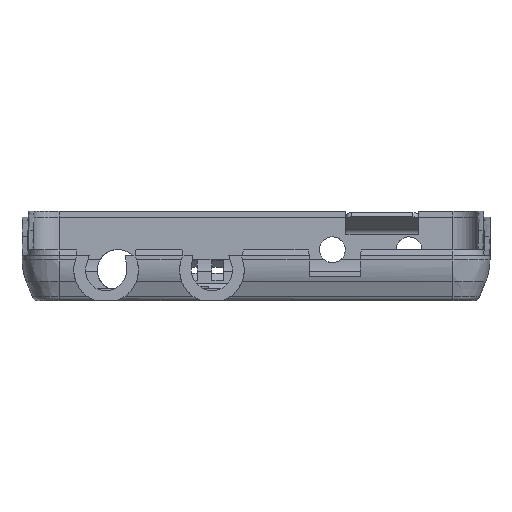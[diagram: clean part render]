
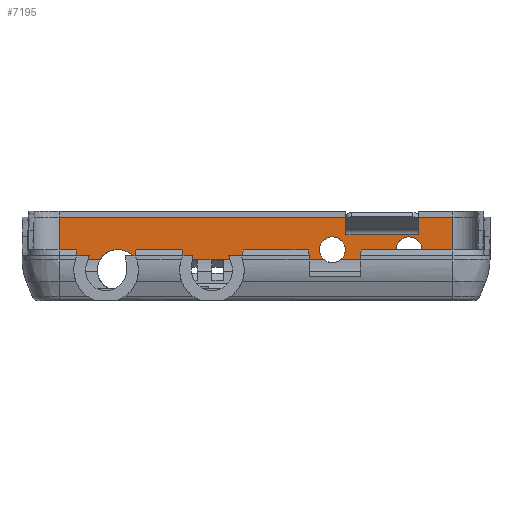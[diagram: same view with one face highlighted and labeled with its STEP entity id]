
A CAD part, left-side view. The second image highlights one B-rep face of the part: STEP entity #7195.
In plain terms, the highlighted planar face has unit normal (-1, 0, 0).
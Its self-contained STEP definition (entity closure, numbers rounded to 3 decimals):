
#96=PLANE('',#7634);
#285=LINE('',#9775,#889);
#286=LINE('',#9777,#890);
#287=LINE('',#9779,#891);
#288=LINE('',#9781,#892);
#289=LINE('',#9783,#893);
#290=LINE('',#9785,#894);
#291=LINE('',#9789,#895);
#292=LINE('',#9795,#896);
#293=LINE('',#9801,#897);
#294=LINE('',#9803,#898);
#295=LINE('',#9804,#899);
#889=VECTOR('',#8118,10.);
#890=VECTOR('',#8119,10.);
#891=VECTOR('',#8120,10.);
#892=VECTOR('',#8121,10.027);
#893=VECTOR('',#8122,10.027);
#894=VECTOR('',#8123,10.027);
#895=VECTOR('',#8126,10.027);
#896=VECTOR('',#8131,10.027);
#897=VECTOR('',#8136,10.027);
#898=VECTOR('',#8137,10.027);
#899=VECTOR('',#8138,10.027);
#1494=CIRCLE('',#7635,3.509);
#1495=CIRCLE('',#7636,2.205);
#1496=CIRCLE('',#7637,2.205);
#1497=CIRCLE('',#7638,2.205);
#1498=CIRCLE('',#7639,2.205);
#1744=FACE_OUTER_BOUND('',#2162,.T.);
#2162=EDGE_LOOP('',(#4805,#4806,#4807,#4808,#4809,#4810,#4811,#4812,#4813,
#4814,#4815,#4816,#4817,#4818,#4819,#4820));
#2947=VERTEX_POINT('',#9773);
#2948=VERTEX_POINT('',#9774);
#2949=VERTEX_POINT('',#9776);
#2950=VERTEX_POINT('',#9778);
#2951=VERTEX_POINT('',#9780);
#2952=VERTEX_POINT('',#9782);
#2953=VERTEX_POINT('',#9784);
#2954=VERTEX_POINT('',#9786);
#2955=VERTEX_POINT('',#9788);
#2956=VERTEX_POINT('',#9790);
#2957=VERTEX_POINT('',#9792);
#2958=VERTEX_POINT('',#9794);
#2959=VERTEX_POINT('',#9796);
#2960=VERTEX_POINT('',#9798);
#2961=VERTEX_POINT('',#9800);
#2962=VERTEX_POINT('',#9802);
#3672=EDGE_CURVE('',#2947,#2948,#285,.T.);
#3673=EDGE_CURVE('',#2949,#2948,#286,.T.);
#3674=EDGE_CURVE('',#2949,#2950,#287,.T.);
#3675=EDGE_CURVE('',#2950,#2951,#288,.T.);
#3676=EDGE_CURVE('',#2952,#2951,#289,.T.);
#3677=EDGE_CURVE('',#2952,#2953,#290,.T.);
#3678=EDGE_CURVE('',#2953,#2954,#1494,.T.);
#3679=EDGE_CURVE('',#2954,#2955,#291,.T.);
#3680=EDGE_CURVE('',#2955,#2956,#1495,.F.);
#3681=EDGE_CURVE('',#2956,#2957,#1496,.F.);
#3682=EDGE_CURVE('',#2957,#2958,#292,.T.);
#3683=EDGE_CURVE('',#2958,#2959,#1497,.F.);
#3684=EDGE_CURVE('',#2959,#2960,#1498,.F.);
#3685=EDGE_CURVE('',#2960,#2961,#293,.T.);
#3686=EDGE_CURVE('',#2961,#2962,#294,.T.);
#3687=EDGE_CURVE('',#2962,#2947,#295,.T.);
#4805=ORIENTED_EDGE('',*,*,#3672,.T.);
#4806=ORIENTED_EDGE('',*,*,#3673,.F.);
#4807=ORIENTED_EDGE('',*,*,#3674,.T.);
#4808=ORIENTED_EDGE('',*,*,#3675,.T.);
#4809=ORIENTED_EDGE('',*,*,#3676,.F.);
#4810=ORIENTED_EDGE('',*,*,#3677,.T.);
#4811=ORIENTED_EDGE('',*,*,#3678,.T.);
#4812=ORIENTED_EDGE('',*,*,#3679,.T.);
#4813=ORIENTED_EDGE('',*,*,#3680,.T.);
#4814=ORIENTED_EDGE('',*,*,#3681,.T.);
#4815=ORIENTED_EDGE('',*,*,#3682,.T.);
#4816=ORIENTED_EDGE('',*,*,#3683,.T.);
#4817=ORIENTED_EDGE('',*,*,#3684,.T.);
#4818=ORIENTED_EDGE('',*,*,#3685,.T.);
#4819=ORIENTED_EDGE('',*,*,#3686,.T.);
#4820=ORIENTED_EDGE('',*,*,#3687,.T.);
#7195=ADVANCED_FACE('',(#1744),#96,.F.);
#7634=AXIS2_PLACEMENT_3D('',#9772,#8116,#8117);
#7635=AXIS2_PLACEMENT_3D('',#9787,#8124,#8125);
#7636=AXIS2_PLACEMENT_3D('',#9791,#8127,#8128);
#7637=AXIS2_PLACEMENT_3D('',#9793,#8129,#8130);
#7638=AXIS2_PLACEMENT_3D('',#9797,#8132,#8133);
#7639=AXIS2_PLACEMENT_3D('',#9799,#8134,#8135);
#8116=DIRECTION('center_axis',(1.,0.,0.));
#8117=DIRECTION('ref_axis',(0.,1.,0.));
#8118=DIRECTION('',(0.,0.,-1.));
#8119=DIRECTION('',(0.,-1.,0.));
#8120=DIRECTION('',(0.,0.,1.));
#8121=DIRECTION('',(0.,1.,0.));
#8122=DIRECTION('',(0.,0.,1.));
#8123=DIRECTION('',(0.,-1.,0.));
#8124=DIRECTION('center_axis',(1.,0.,0.));
#8125=DIRECTION('ref_axis',(0.,1.,0.));
#8126=DIRECTION('',(0.,-1.,0.));
#8127=DIRECTION('center_axis',(-1.,0.,0.));
#8128=DIRECTION('ref_axis',(0.,1.,0.));
#8129=DIRECTION('center_axis',(-1.,0.,0.));
#8130=DIRECTION('ref_axis',(0.,1.,0.));
#8131=DIRECTION('',(0.,-1.,0.));
#8132=DIRECTION('center_axis',(-1.,0.,0.));
#8133=DIRECTION('ref_axis',(0.,1.,0.));
#8134=DIRECTION('center_axis',(-1.,0.,0.));
#8135=DIRECTION('ref_axis',(0.,1.,0.));
#8136=DIRECTION('',(0.,-1.,0.));
#8137=DIRECTION('',(0.,0.,1.));
#8138=DIRECTION('',(0.,1.,0.));
#9772=CARTESIAN_POINT('Origin',(53.957,-25.139,14.506));
#9773=CARTESIAN_POINT('',(53.957,-19.323,28.243));
#9774=CARTESIAN_POINT('',(53.957,-19.323,25.233));
#9775=CARTESIAN_POINT('',(53.957,-19.323,20.952));
#9776=CARTESIAN_POINT('',(53.957,-6.89,25.233));
#9777=CARTESIAN_POINT('',(53.957,-19.123,25.233));
#9778=CARTESIAN_POINT('',(53.957,-6.89,28.243));
#9779=CARTESIAN_POINT('',(53.957,-6.89,20.952));
#9780=CARTESIAN_POINT('',(53.957,42.041,28.243));
#9781=CARTESIAN_POINT('',(53.957,-21.629,28.243));
#9782=CARTESIAN_POINT('',(53.957,42.041,20.949));
#9783=CARTESIAN_POINT('',(53.957,42.041,14.506));
#9784=CARTESIAN_POINT('',(53.957,35.067,20.949));
#9785=CARTESIAN_POINT('',(53.957,-16.741,20.949));
#9786=CARTESIAN_POINT('',(53.957,28.961,20.949));
#9787=CARTESIAN_POINT('Origin',(53.957,32.014,19.219));
#9788=CARTESIAN_POINT('',(53.957,-3.214,20.949));
#9789=CARTESIAN_POINT('',(53.957,-16.741,20.949));
#9790=CARTESIAN_POINT('',(53.957,-6.789,22.678));
#9791=CARTESIAN_POINT('Origin',(53.957,-4.584,22.678));
#9792=CARTESIAN_POINT('',(53.957,-5.953,20.949));
#9793=CARTESIAN_POINT('Origin',(53.957,-4.584,22.678));
#9794=CARTESIAN_POINT('',(53.957,-16.249,20.949));
#9795=CARTESIAN_POINT('',(53.957,-16.741,20.949));
#9796=CARTESIAN_POINT('',(53.957,-19.824,22.678));
#9797=CARTESIAN_POINT('Origin',(53.957,-17.619,22.678));
#9798=CARTESIAN_POINT('',(53.957,-18.988,20.949));
#9799=CARTESIAN_POINT('Origin',(53.957,-17.619,22.678));
#9800=CARTESIAN_POINT('',(53.957,-25.139,20.949));
#9801=CARTESIAN_POINT('',(53.957,-16.741,20.949));
#9802=CARTESIAN_POINT('',(53.957,-25.139,28.243));
#9803=CARTESIAN_POINT('',(53.957,-25.139,14.506));
#9804=CARTESIAN_POINT('',(53.957,-21.629,28.243));
